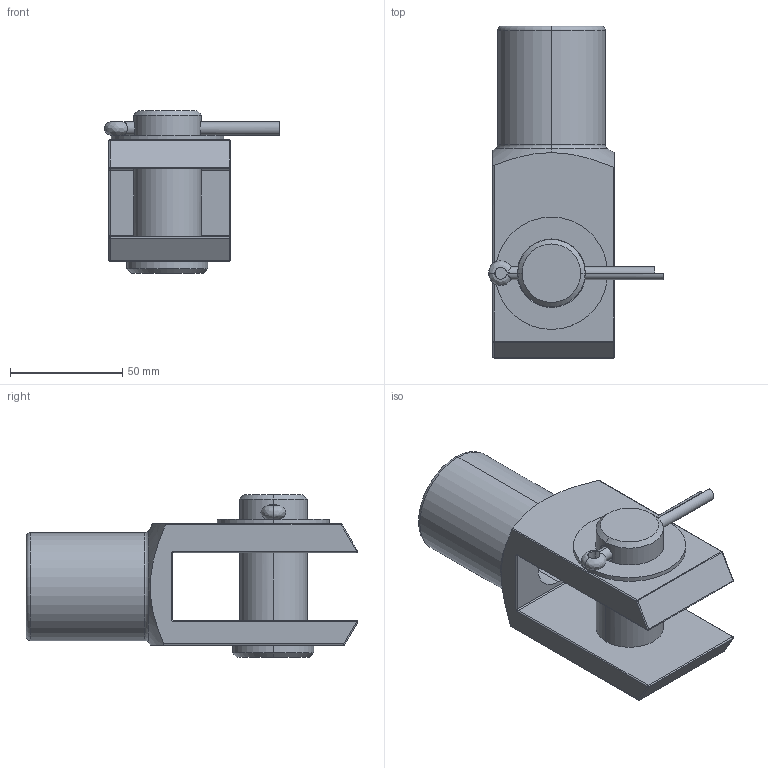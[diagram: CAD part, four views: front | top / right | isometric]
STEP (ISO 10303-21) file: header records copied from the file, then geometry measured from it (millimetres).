
FILE_DESCRIPTION (( 'STEP AP214' ), '1' );
FILE_NAME ('RD001397_IC.STEP', '2018-09-17T15:25:49', ( '' ), ( '' ), 'SwSTEP 2.0', 'SolidWorks 2018', '' );
FILE_SCHEMA (( 'AUTOMOTIVE_DESIGN' ));
Length unit declared in the file: millimetre
Products named in the file (1): RD001397_IC
Bounding box: 78.05 x 147.63 x 72.5 mm (x, y, z)
Volume: 237022 mm3; surface area: 54370.4 mm2
Topology: 4 solids, 4 shells, 96 faces, 227 edges, 132 vertices
Faces by surface type: cylinder 44, plane 20, cone 10, torus 8, sphere 8, bspline 6
Entity records: 6693 total; most frequent: CARTESIAN_POINT 3421, DIRECTION 462, ORIENTED_EDGE 438, EDGE_CURVE 219, AXIS2_PLACEMENT_3D 189, VERTEX_POINT 128, EDGE_LOOP 105, UNCERTAINTY_MEASURE_WITH_UNIT 102
